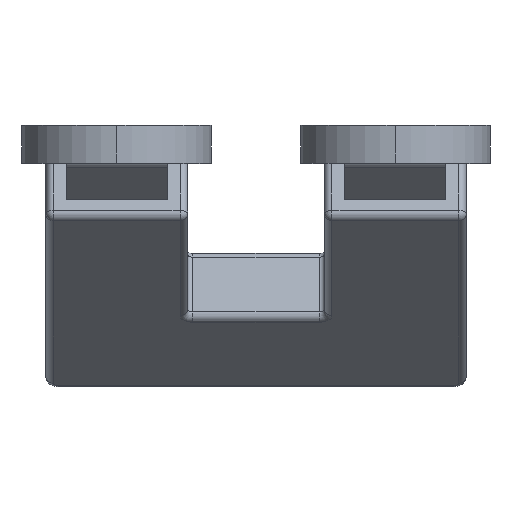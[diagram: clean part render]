
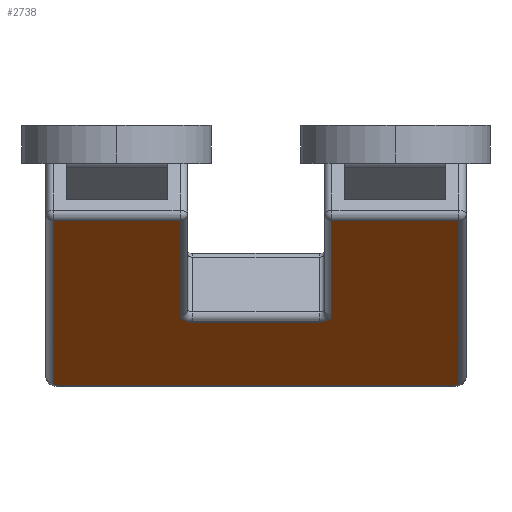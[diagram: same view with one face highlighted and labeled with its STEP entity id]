
A CAD part, top view. The second image highlights one B-rep face of the part: STEP entity #2738.
In plain terms, the highlighted planar face has unit normal (0, -0.866, 0.5).
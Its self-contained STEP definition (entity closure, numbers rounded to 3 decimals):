
#9 = ORIENTED_EDGE ( 'NONE', *, *, #611, .T. ) ;
#92 = EDGE_CURVE ( 'NONE', #778, #2258, #2233, .T. ) ;
#94 = CARTESIAN_POINT ( 'NONE',  ( -3.291, -3.063, -6.591 ) ) ;
#116 = VECTOR ( 'NONE', #2338, 1000. ) ;
#139 = AXIS2_PLACEMENT_3D ( 'NONE', #528, #2500, #813 ) ;
#154 = CIRCLE ( 'NONE', #3201, 0.2 ) ;
#162 = DIRECTION ( 'NONE',  ( 0., -0.866, 0.5 ) ) ;
#184 = ORIENTED_EDGE ( 'NONE', *, *, #3212, .T. ) ;
#287 = LINE ( 'NONE', #1257, #1586 ) ;
#320 = ORIENTED_EDGE ( 'NONE', *, *, #1333, .T. ) ;
#363 = VERTEX_POINT ( 'NONE', #3556 ) ;
#375 = LINE ( 'NONE', #3238, #910 ) ;
#506 = DIRECTION ( 'NONE',  ( 0., -0.866, 0.5 ) ) ;
#528 = CARTESIAN_POINT ( 'NONE',  ( -3.291, -3.063, -6.591 ) ) ;
#548 = CARTESIAN_POINT ( 'NONE',  ( 7.009, -5.713, -11.181 ) ) ;
#549 = ORIENTED_EDGE ( 'NONE', *, *, #1635, .T. ) ;
#551 = EDGE_CURVE ( 'NONE', #575, #363, #1471, .T. ) ;
#565 = VERTEX_POINT ( 'NONE', #3474 ) ;
#575 = VERTEX_POINT ( 'NONE', #670 ) ;
#579 = LINE ( 'NONE', #2886, #1222 ) ;
#611 = EDGE_CURVE ( 'NONE', #615, #3522, #375, .T. ) ;
#615 = VERTEX_POINT ( 'NONE', #1250 ) ;
#661 = AXIS2_PLACEMENT_3D ( 'NONE', #1002, #2972, #1286 ) ;
#670 = CARTESIAN_POINT ( 'NONE',  ( -3.791, -3.063, -6.591 ) ) ;
#696 = DIRECTION ( 'NONE',  ( -1., 0., 0. ) ) ;
#699 = VERTEX_POINT ( 'NONE', #2056 ) ;
#729 = ORIENTED_EDGE ( 'NONE', *, *, #2035, .T. ) ;
#774 = ORIENTED_EDGE ( 'NONE', *, *, #3631, .T. ) ;
#778 = VERTEX_POINT ( 'NONE', #2213 ) ;
#806 = DIRECTION ( 'NONE',  ( 0., -0.5, -0.866 ) ) ;
#813 = DIRECTION ( 'NONE',  ( -1., 0., 0. ) ) ;
#829 = CARTESIAN_POINT ( 'NONE',  ( 7.209, -5.713, -11.181 ) ) ;
#910 = VECTOR ( 'NONE', #955, 1000. ) ;
#933 = DIRECTION ( 'NONE',  ( 0., 0.5, 0.866 ) ) ;
#944 = CARTESIAN_POINT ( 'NONE',  ( -3.791, 0.687, -0.096 ) ) ;
#955 = DIRECTION ( 'NONE',  ( -1., 0., 0. ) ) ;
#976 = DIRECTION ( 'NONE',  ( 0., -0.5, -0.866 ) ) ;
#1002 = CARTESIAN_POINT ( 'NONE',  ( 1.709, -3.063, -6.591 ) ) ;
#1009 = CARTESIAN_POINT ( 'NONE',  ( -8.791, 0.687, -0.096 ) ) ;
#1020 = PLANE ( 'NONE',  #139 ) ;
#1168 = EDGE_CURVE ( 'NONE', #3522, #575, #1216, .T. ) ;
#1191 = DIRECTION ( 'NONE',  ( -1., 0., 0. ) ) ;
#1215 = CARTESIAN_POINT ( 'NONE',  ( -3.291, -3.313, -7.024 ) ) ;
#1216 = CIRCLE ( 'NONE', #2763, 0.5 ) ;
#1222 = VECTOR ( 'NONE', #1191, 1000. ) ;
#1225 = CARTESIAN_POINT ( 'NONE',  ( 2.209, -3.063, -6.591 ) ) ;
#1250 = CARTESIAN_POINT ( 'NONE',  ( 1.709, -3.313, -7.024 ) ) ;
#1257 = CARTESIAN_POINT ( 'NONE',  ( 7.209, 0.687, -0.096 ) ) ;
#1272 = LINE ( 'NONE', #3085, #3340 ) ;
#1286 = DIRECTION ( 'NONE',  ( -1., 0., 0. ) ) ;
#1333 = EDGE_CURVE ( 'NONE', #2436, #1764, #154, .T. ) ;
#1354 = VERTEX_POINT ( 'NONE', #1695 ) ;
#1361 = EDGE_CURVE ( 'NONE', #699, #565, #1272, .T. ) ;
#1373 = DIRECTION ( 'NONE',  ( -1., 0., 0. ) ) ;
#1377 = CARTESIAN_POINT ( 'NONE',  ( -8.591, -5.813, -11.354 ) ) ;
#1459 = FACE_OUTER_BOUND ( 'NONE', #2890, .T. ) ;
#1471 = LINE ( 'NONE', #944, #3333 ) ;
#1553 = DIRECTION ( 'NONE',  ( 0., 0.5, 0.866 ) ) ;
#1574 = ORIENTED_EDGE ( 'NONE', *, *, #1361, .T. ) ;
#1586 = VECTOR ( 'NONE', #1553, 1000. ) ;
#1635 = EDGE_CURVE ( 'NONE', #1354, #778, #579, .T. ) ;
#1695 = CARTESIAN_POINT ( 'NONE',  ( 7.209, 0.687, -0.096 ) ) ;
#1764 = VERTEX_POINT ( 'NONE', #829 ) ;
#1825 = ORIENTED_EDGE ( 'NONE', *, *, #1168, .T. ) ;
#1849 = CARTESIAN_POINT ( 'NONE',  ( -8.591, -5.713, -11.181 ) ) ;
#1953 = CARTESIAN_POINT ( 'NONE',  ( 7.009, -5.813, -11.354 ) ) ;
#1973 = VECTOR ( 'NONE', #976, 1000. ) ;
#2035 = EDGE_CURVE ( 'NONE', #2308, #2436, #2728, .T. ) ;
#2056 = CARTESIAN_POINT ( 'NONE',  ( -8.791, 0.687, -0.096 ) ) ;
#2144 = DIRECTION ( 'NONE',  ( -1., 0., 0. ) ) ;
#2150 = CIRCLE ( 'NONE', #2578, 0.2 ) ;
#2169 = ORIENTED_EDGE ( 'NONE', *, *, #2174, .T. ) ;
#2174 = EDGE_CURVE ( 'NONE', #2258, #615, #2192, .T. ) ;
#2192 = CIRCLE ( 'NONE', #661, 0.5 ) ;
#2213 = CARTESIAN_POINT ( 'NONE',  ( 2.209, 0.687, -0.096 ) ) ;
#2233 = LINE ( 'NONE', #1225, #1973 ) ;
#2251 = LINE ( 'NONE', #1009, #2396 ) ;
#2258 = VERTEX_POINT ( 'NONE', #3033 ) ;
#2300 = ORIENTED_EDGE ( 'NONE', *, *, #2622, .T. ) ;
#2308 = VERTEX_POINT ( 'NONE', #1377 ) ;
#2338 = DIRECTION ( 'NONE',  ( 1., 0., 0. ) ) ;
#2396 = VECTOR ( 'NONE', #3524, 1000. ) ;
#2436 = VERTEX_POINT ( 'NONE', #1953 ) ;
#2500 = DIRECTION ( 'NONE',  ( 0., -0.866, 0.5 ) ) ;
#2578 = AXIS2_PLACEMENT_3D ( 'NONE', #1849, #162, #2144 ) ;
#2622 = EDGE_CURVE ( 'NONE', #363, #699, #2251, .T. ) ;
#2728 = LINE ( 'NONE', #2917, #116 ) ;
#2738 = ADVANCED_FACE ( 'NONE', ( #1459 ), #1020, .T. ) ;
#2763 = AXIS2_PLACEMENT_3D ( 'NONE', #94, #2960, #696 ) ;
#2886 = CARTESIAN_POINT ( 'NONE',  ( 2.209, 0.687, -0.096 ) ) ;
#2890 = EDGE_LOOP ( 'NONE', ( #1825, #2978, #2300, #1574, #774, #729, #320, #184, #549, #3229, #2169, #9 ) ) ;
#2917 = CARTESIAN_POINT ( 'NONE',  ( 7.009, -5.813, -11.354 ) ) ;
#2960 = DIRECTION ( 'NONE',  ( 0., 0.866, -0.5 ) ) ;
#2972 = DIRECTION ( 'NONE',  ( 0., 0.866, -0.5 ) ) ;
#2978 = ORIENTED_EDGE ( 'NONE', *, *, #551, .T. ) ;
#3033 = CARTESIAN_POINT ( 'NONE',  ( 2.209, -3.063, -6.591 ) ) ;
#3085 = CARTESIAN_POINT ( 'NONE',  ( -8.791, -5.713, -11.181 ) ) ;
#3201 = AXIS2_PLACEMENT_3D ( 'NONE', #548, #506, #1373 ) ;
#3212 = EDGE_CURVE ( 'NONE', #1764, #1354, #287, .T. ) ;
#3229 = ORIENTED_EDGE ( 'NONE', *, *, #92, .T. ) ;
#3238 = CARTESIAN_POINT ( 'NONE',  ( -3.291, -3.313, -7.024 ) ) ;
#3333 = VECTOR ( 'NONE', #933, 1000. ) ;
#3340 = VECTOR ( 'NONE', #806, 1000. ) ;
#3474 = CARTESIAN_POINT ( 'NONE',  ( -8.791, -5.713, -11.181 ) ) ;
#3522 = VERTEX_POINT ( 'NONE', #1215 ) ;
#3524 = DIRECTION ( 'NONE',  ( -1., 0., 0. ) ) ;
#3556 = CARTESIAN_POINT ( 'NONE',  ( -3.791, 0.687, -0.096 ) ) ;
#3631 = EDGE_CURVE ( 'NONE', #565, #2308, #2150, .T. ) ;
